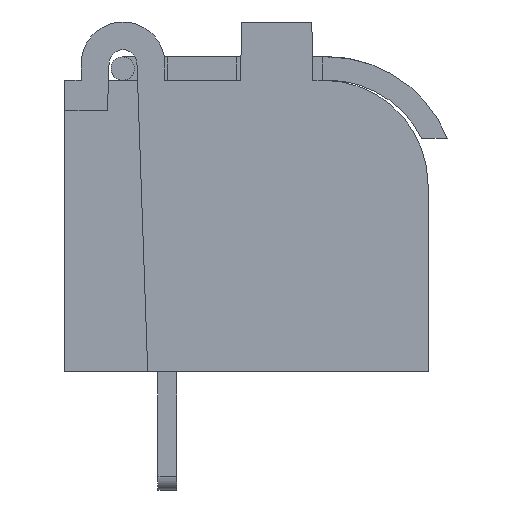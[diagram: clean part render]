
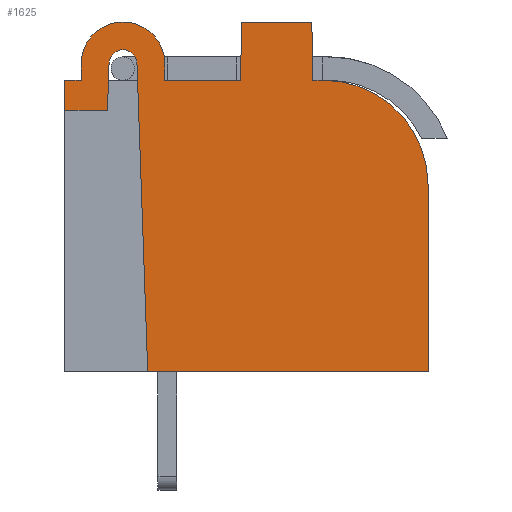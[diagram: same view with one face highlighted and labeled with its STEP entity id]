
A CAD part, front view. The second image highlights one B-rep face of the part: STEP entity #1625.
In plain terms, the highlighted planar face has unit normal (0, -1, 0).
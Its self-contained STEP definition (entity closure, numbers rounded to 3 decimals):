
#1625 = ADVANCED_FACE( '', ( #3910 ), #3911, .T. );
#3910 = FACE_OUTER_BOUND( '', #7768, .T. );
#3911 = PLANE( '', #7769 );
#7768 = EDGE_LOOP( '', ( #14334, #14335, #14336, #14337, #14338, #14339, #14340, #14341, #14342, #14343, #14344, #14345, #14346, #14347, #14348, #14349, #14350 ) );
#7769 = AXIS2_PLACEMENT_3D( '', #14351, #14352, #14353 );
#14334 = ORIENTED_EDGE( '', *, *, #22772, .F. );
#14335 = ORIENTED_EDGE( '', *, *, #22773, .T. );
#14336 = ORIENTED_EDGE( '', *, *, #22774, .T. );
#14337 = ORIENTED_EDGE( '', *, *, #22775, .T. );
#14338 = ORIENTED_EDGE( '', *, *, #22776, .T. );
#14339 = ORIENTED_EDGE( '', *, *, #22777, .F. );
#14340 = ORIENTED_EDGE( '', *, *, #21159, .F. );
#14341 = ORIENTED_EDGE( '', *, *, #22778, .F. );
#14342 = ORIENTED_EDGE( '', *, *, #22779, .T. );
#14343 = ORIENTED_EDGE( '', *, *, #22780, .F. );
#14344 = ORIENTED_EDGE( '', *, *, #21812, .F. );
#14345 = ORIENTED_EDGE( '', *, *, #22714, .F. );
#14346 = ORIENTED_EDGE( '', *, *, #22781, .T. );
#14347 = ORIENTED_EDGE( '', *, *, #22782, .T. );
#14348 = ORIENTED_EDGE( '', *, *, #21991, .F. );
#14349 = ORIENTED_EDGE( '', *, *, #22783, .F. );
#14350 = ORIENTED_EDGE( '', *, *, #22327, .F. );
#14351 = CARTESIAN_POINT( '', ( 11.1, -4.705, 8. ) );
#14352 = DIRECTION( '', ( 0., -1., 0. ) );
#14353 = DIRECTION( '', ( 0., 0., -1. ) );
#21159 = EDGE_CURVE( '', #25336, #25338, #25339, .T. );
#21812 = EDGE_CURVE( '', #26489, #26490, #26491, .T. );
#21991 = EDGE_CURVE( '', #26783, #26784, #26785, .T. );
#22327 = EDGE_CURVE( '', #27339, #27340, #27341, .T. );
#22714 = EDGE_CURVE( '', #27963, #26489, #27964, .T. );
#22772 = EDGE_CURVE( '', #28049, #27339, #28050, .T. );
#22773 = EDGE_CURVE( '', #28049, #28051, #28052, .T. );
#22774 = EDGE_CURVE( '', #28051, #28053, #28054, .T. );
#22775 = EDGE_CURVE( '', #28053, #28055, #28056, .T. );
#22776 = EDGE_CURVE( '', #28055, #28057, #28058, .T. );
#22777 = EDGE_CURVE( '', #25338, #28057, #28059, .T. );
#22778 = EDGE_CURVE( '', #28060, #25336, #28061, .T. );
#22779 = EDGE_CURVE( '', #28060, #28062, #28063, .T. );
#22780 = EDGE_CURVE( '', #26490, #28062, #28064, .T. );
#22781 = EDGE_CURVE( '', #27963, #28065, #28066, .T. );
#22782 = EDGE_CURVE( '', #28065, #26784, #28067, .T. );
#22783 = EDGE_CURVE( '', #27340, #26783, #28068, .T. );
#25336 = VERTEX_POINT( '', #31641 );
#25338 = VERTEX_POINT( '', #31644 );
#25339 = LINE( '', #31645, #31646 );
#26489 = VERTEX_POINT( '', #33896 );
#26490 = VERTEX_POINT( '', #33897 );
#26491 = CIRCLE( '', #33898, 1.8 );
#26783 = VERTEX_POINT( '', #34474 );
#26784 = VERTEX_POINT( '', #34475 );
#26785 = LINE( '', #34476, #34477 );
#27339 = VERTEX_POINT( '', #35566 );
#27340 = VERTEX_POINT( '', #35567 );
#27341 = CIRCLE( '', #35568, 0.6 );
#27963 = VERTEX_POINT( '', #36686 );
#27964 = LINE( '', #36687, #36688 );
#28049 = VERTEX_POINT( '', #36875 );
#28050 = LINE( '', #36876, #36877 );
#28051 = VERTEX_POINT( '', #36878 );
#28052 = LINE( '', #36879, #36880 );
#28053 = VERTEX_POINT( '', #36881 );
#28054 = LINE( '', #36882, #36883 );
#28055 = VERTEX_POINT( '', #36884 );
#28056 = CIRCLE( '', #36885, 4.5 );
#28057 = VERTEX_POINT( '', #36886 );
#28058 = LINE( '', #36887, #36888 );
#28059 = LINE( '', #36889, #36890 );
#28060 = VERTEX_POINT( '', #36891 );
#28061 = LINE( '', #36892, #36893 );
#28062 = VERTEX_POINT( '', #36894 );
#28063 = LINE( '', #36895, #36896 );
#28064 = LINE( '', #36897, #36898 );
#28065 = VERTEX_POINT( '', #36899 );
#28066 = LINE( '', #36900, #36901 );
#28067 = LINE( '', #36902, #36903 );
#28068 = LINE( '', #36904, #36905 );
#31641 = CARTESIAN_POINT( '', ( 7.59, -4.705, 15. ) );
#31644 = CARTESIAN_POINT( '', ( 10.61, -4.705, 15. ) );
#31645 = CARTESIAN_POINT( '', ( 7.59, -4.705, 15. ) );
#31646 = VECTOR( '', #42311, 1000. );
#33896 = CARTESIAN_POINT( '', ( 0.7, -4.705, 13.2 ) );
#33897 = CARTESIAN_POINT( '', ( 4.3, -4.705, 13.2 ) );
#33898 = AXIS2_PLACEMENT_3D( '', #43006, #43007, #43008 );
#34474 = CARTESIAN_POINT( '', ( 1.83, -4.705, 11.2 ) );
#34475 = CARTESIAN_POINT( '', ( 0., -4.705, 11.2 ) );
#34476 = CARTESIAN_POINT( '', ( 1.83, -4.705, 11.2 ) );
#34477 = VECTOR( '', #43170, 1000. );
#35566 = CARTESIAN_POINT( '', ( 3.099, -4.705, 13.23 ) );
#35567 = CARTESIAN_POINT( '', ( 1.901, -4.705, 13.23 ) );
#35568 = AXIS2_PLACEMENT_3D( '', #43489, #43490, #43491 );
#36686 = CARTESIAN_POINT( '', ( 0.7, -4.705, 12.5 ) );
#36687 = CARTESIAN_POINT( '', ( 0.7, -4.705, 13.2 ) );
#36688 = VECTOR( '', #43906, 1000. );
#36875 = CARTESIAN_POINT( '', ( 3.561, -4.705, 0. ) );
#36876 = CARTESIAN_POINT( '', ( 3.099, -4.705, 13.23 ) );
#36877 = VECTOR( '', #43957, 1000. );
#36878 = CARTESIAN_POINT( '', ( 15.6, -4.705, 0. ) );
#36879 = CARTESIAN_POINT( '', ( 0., -4.705, 0. ) );
#36880 = VECTOR( '', #43958, 1000. );
#36881 = CARTESIAN_POINT( '', ( 15.6, -4.705, 8. ) );
#36882 = CARTESIAN_POINT( '', ( 15.6, -4.705, 0. ) );
#36883 = VECTOR( '', #43959, 1000. );
#36884 = CARTESIAN_POINT( '', ( 11.1, -4.705, 12.5 ) );
#36885 = AXIS2_PLACEMENT_3D( '', #43960, #43961, #43962 );
#36886 = CARTESIAN_POINT( '', ( 10.65, -4.705, 12.5 ) );
#36887 = CARTESIAN_POINT( '', ( 11.1, -4.705, 12.5 ) );
#36888 = VECTOR( '', #43963, 1000. );
#36889 = CARTESIAN_POINT( '', ( 10.61, -4.705, 15. ) );
#36890 = VECTOR( '', #43964, 1000. );
#36891 = CARTESIAN_POINT( '', ( 7.55, -4.705, 12.5 ) );
#36892 = CARTESIAN_POINT( '', ( 7.59, -4.705, 15. ) );
#36893 = VECTOR( '', #43965, 1000. );
#36894 = CARTESIAN_POINT( '', ( 4.3, -4.705, 12.5 ) );
#36895 = CARTESIAN_POINT( '', ( 11.1, -4.705, 12.5 ) );
#36896 = VECTOR( '', #43966, 1000. );
#36897 = CARTESIAN_POINT( '', ( 4.3, -4.705, 13.2 ) );
#36898 = VECTOR( '', #43967, 1000. );
#36899 = CARTESIAN_POINT( '', ( 0., -4.705, 12.5 ) );
#36900 = CARTESIAN_POINT( '', ( 11.1, -4.705, 12.5 ) );
#36901 = VECTOR( '', #43968, 1000. );
#36902 = CARTESIAN_POINT( '', ( 0., -4.705, 12.5 ) );
#36903 = VECTOR( '', #43969, 1000. );
#36904 = CARTESIAN_POINT( '', ( 1.901, -4.705, 13.23 ) );
#36905 = VECTOR( '', #43970, 1000. );
#42311 = DIRECTION( '', ( 1., 0., 0. ) );
#43006 = CARTESIAN_POINT( '', ( 2.5, -4.705, 13.2 ) );
#43007 = DIRECTION( '', ( 0., 1., 0. ) );
#43008 = DIRECTION( '', ( -1., 0., 0. ) );
#43170 = DIRECTION( '', ( -1., 0., 0. ) );
#43489 = CARTESIAN_POINT( '', ( 2.5, -4.705, 13.209 ) );
#43490 = DIRECTION( '', ( 0., -1., 0. ) );
#43491 = DIRECTION( '', ( 1., 0., 0. ) );
#43906 = DIRECTION( '', ( 0., 0., 1. ) );
#43957 = DIRECTION( '', ( -0.035, 0., 0.999 ) );
#43958 = DIRECTION( '', ( 1., 0., 0. ) );
#43959 = DIRECTION( '', ( 0., 0., 1. ) );
#43960 = CARTESIAN_POINT( '', ( 11.1, -4.705, 8. ) );
#43961 = DIRECTION( '', ( 0., -1., 0. ) );
#43962 = DIRECTION( '', ( -1., 0., 0. ) );
#43963 = DIRECTION( '', ( -1., 0., 0. ) );
#43964 = DIRECTION( '', ( 0.016, 0., -1. ) );
#43965 = DIRECTION( '', ( 0.016, 0., 1. ) );
#43966 = DIRECTION( '', ( -1., 0., 0. ) );
#43967 = DIRECTION( '', ( 0., 0., -1. ) );
#43968 = DIRECTION( '', ( -1., 0., 0. ) );
#43969 = DIRECTION( '', ( 0., 0., -1. ) );
#43970 = DIRECTION( '', ( -0.035, 0., -0.999 ) );
